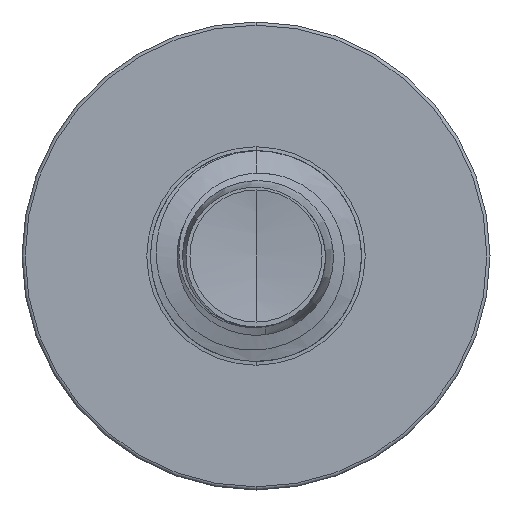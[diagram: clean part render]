
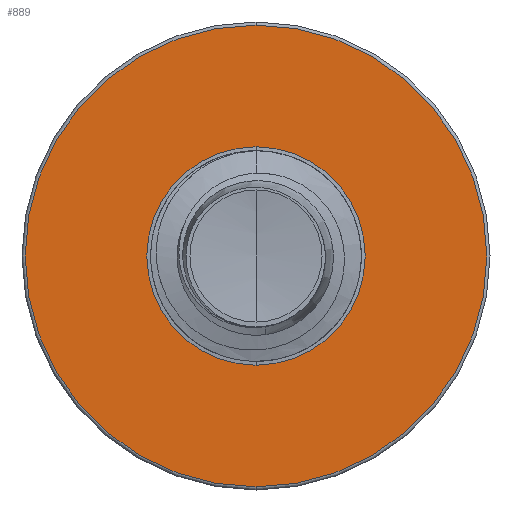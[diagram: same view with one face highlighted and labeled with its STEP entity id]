
A CAD part, front view. The second image highlights one B-rep face of the part: STEP entity #889.
In plain terms, the highlighted planar face has unit normal (0, -1, 0).
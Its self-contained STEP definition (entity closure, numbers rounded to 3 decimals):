
#889 = ADVANCED_FACE ( 'NONE', ( #7192, #6650 ), #8395, .F. ) ;
#965 = ORIENTED_EDGE ( 'NONE', *, *, #14210, .F. ) ;
#1799 = VERTEX_POINT ( 'NONE', #11666 ) ;
#2181 = AXIS2_PLACEMENT_3D ( 'NONE', #8189, #8368, #8343 ) ;
#2378 = DIRECTION ( 'NONE',  ( 0., 0., 1. ) ) ;
#2384 = DIRECTION ( 'NONE',  ( 0., 1., 0. ) ) ;
#2408 = CARTESIAN_POINT ( 'NONE',  ( 0., 5., 0. ) ) ;
#2558 = CARTESIAN_POINT ( 'NONE',  ( 0., 5., -0.933 ) ) ;
#3182 = CARTESIAN_POINT ( 'NONE',  ( 0., 5., 0. ) ) ;
#4677 = VERTEX_POINT ( 'NONE', #2558 ) ;
#4733 = EDGE_CURVE ( 'NONE', #17610, #9856, #15565, .T. ) ;
#4946 = DIRECTION ( 'NONE',  ( 0., 0., 1. ) ) ;
#5574 = AXIS2_PLACEMENT_3D ( 'NONE', #16987, #16627, #16650 ) ;
#5831 = AXIS2_PLACEMENT_3D ( 'NONE', #3182, #14322, #4946 ) ;
#5907 = EDGE_CURVE ( 'NONE', #4677, #1799, #9396, .T. ) ;
#5997 = EDGE_LOOP ( 'NONE', ( #17232, #11023 ) ) ;
#6650 = FACE_BOUND ( 'NONE', #5997, .T. ) ;
#7192 = FACE_OUTER_BOUND ( 'NONE', #8043, .T. ) ;
#8043 = EDGE_LOOP ( 'NONE', ( #15753, #965 ) ) ;
#8189 = CARTESIAN_POINT ( 'NONE',  ( 0., 5., -0.933 ) ) ;
#8343 = DIRECTION ( 'NONE',  ( 0., 0., 1. ) ) ;
#8368 = DIRECTION ( 'NONE',  ( 0., 1., 0. ) ) ;
#8395 = PLANE ( 'NONE',  #2181 ) ;
#9396 = CIRCLE ( 'NONE', #5574, 0.933 ) ;
#9856 = VERTEX_POINT ( 'NONE', #13614 ) ;
#9948 = DIRECTION ( 'NONE',  ( 0., 1., 0. ) ) ;
#11023 = ORIENTED_EDGE ( 'NONE', *, *, #5907, .T. ) ;
#11666 = CARTESIAN_POINT ( 'NONE',  ( 0., 5., 0.933 ) ) ;
#13614 = CARTESIAN_POINT ( 'NONE',  ( 0., 5., -1.973 ) ) ;
#14185 = EDGE_CURVE ( 'NONE', #1799, #4677, #16588, .T. ) ;
#14210 = EDGE_CURVE ( 'NONE', #9856, #17610, #19567, .T. ) ;
#14322 = DIRECTION ( 'NONE',  ( 0., 1., 0. ) ) ;
#15565 = CIRCLE ( 'NONE', #19207, 1.973 ) ;
#15753 = ORIENTED_EDGE ( 'NONE', *, *, #4733, .F. ) ;
#16588 = CIRCLE ( 'NONE', #17742, 0.933 ) ;
#16627 = DIRECTION ( 'NONE',  ( 0., 1., 0. ) ) ;
#16650 = DIRECTION ( 'NONE',  ( 0., 0., 1. ) ) ;
#16987 = CARTESIAN_POINT ( 'NONE',  ( 0., 5., 0. ) ) ;
#17232 = ORIENTED_EDGE ( 'NONE', *, *, #14185, .T. ) ;
#17459 = CARTESIAN_POINT ( 'NONE',  ( 0., 5., 1.973 ) ) ;
#17610 = VERTEX_POINT ( 'NONE', #17459 ) ;
#17742 = AXIS2_PLACEMENT_3D ( 'NONE', #17924, #9948, #19292 ) ;
#17924 = CARTESIAN_POINT ( 'NONE',  ( 0., 5., 0. ) ) ;
#19207 = AXIS2_PLACEMENT_3D ( 'NONE', #2408, #2384, #2378 ) ;
#19292 = DIRECTION ( 'NONE',  ( 0., 0., 1. ) ) ;
#19567 = CIRCLE ( 'NONE', #5831, 1.973 ) ;
